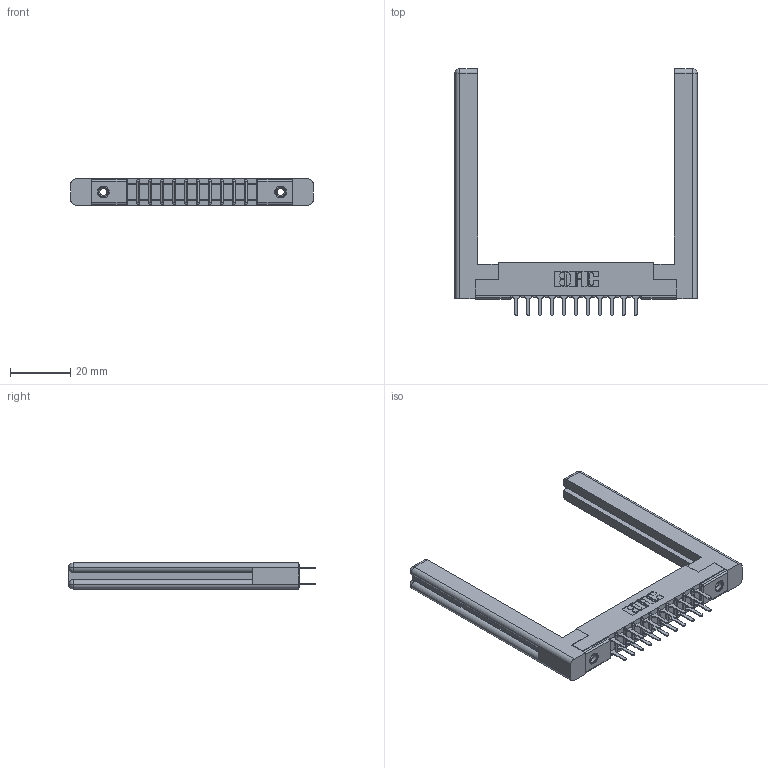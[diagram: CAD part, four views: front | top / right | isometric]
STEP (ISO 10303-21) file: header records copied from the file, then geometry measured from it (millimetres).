
FILE_DESCRIPTION (( 'STEP AP203' ), '1' );
FILE_NAME ('307-022-420-258.STEP', '2020-09-29T03:15:18', ( '' ), ( '' ), 'SwSTEP 2.0', 'SolidWorks 2020', '' );
FILE_SCHEMA (( 'CONFIG_CONTROL_DESIGN' ));
Length unit declared in the file: inch
Products named in the file (5): 307-290-001_520; 345-250-001_345-250-001-102; 307-220-058; 307 Part_.156 Dia Mounting Holes; 307-022-420-258
Assembly tree (27 placements, depth 2):
  307-022-420-258
    307 Part_.156 Dia Mounting Holes
    307-290-001_520  x22
    307-220-058  x2
    345-250-001_345-250-001-102  x2
Bounding box: 80.21 x 81.74 x 8.71 mm (x, y, z)
Volume: 12950.8 mm3; surface area: 13874 mm2
Topology: 27 solids, 27 shells, 1284 faces, 3537 edges, 2282 vertices
Faces by surface type: plane 836, cylinder 400, sphere 24, torus 12, cone 12
Entity records: 16205 total; most frequent: CARTESIAN_POINT 2678, DIRECTION 2594, ORIENTED_EDGE 2592, EDGE_CURVE 1296, LINE 978, VECTOR 978, VERTEX_POINT 838, AXIS2_PLACEMENT_3D 808
